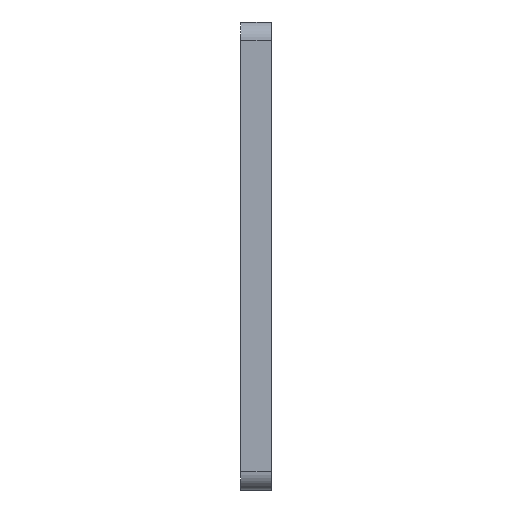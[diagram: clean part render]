
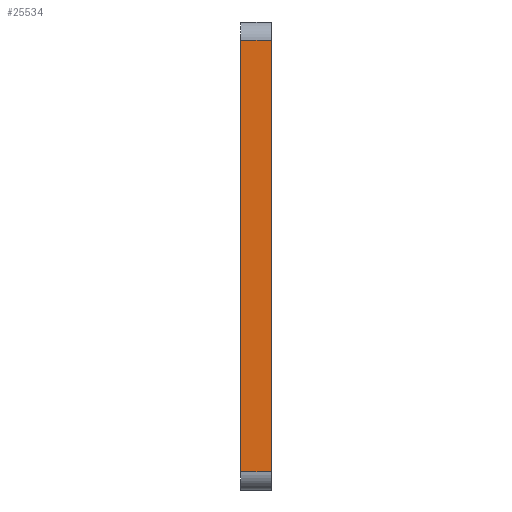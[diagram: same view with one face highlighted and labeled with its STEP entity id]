
A CAD part, left-side view. The second image highlights one B-rep face of the part: STEP entity #25534.
In plain terms, the highlighted planar face has unit normal (-1, 0, 0).
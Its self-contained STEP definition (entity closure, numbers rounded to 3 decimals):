
#707=FACE_OUTER_BOUND('',#2119,.T.);
#2119=EDGE_LOOP('',(#19002,#19003,#19004,#19005));
#4543=LINE('',#37031,#7389);
#5237=LINE('',#39375,#8083);
#5779=LINE('',#41221,#8625);
#5780=LINE('',#41222,#8626);
#7389=VECTOR('',#29308,10.);
#8083=VECTOR('',#31000,10.);
#8625=VECTOR('',#32326,10.);
#8626=VECTOR('',#32327,10.);
#10239=VERTEX_POINT('',#37028);
#10240=VERTEX_POINT('',#37030);
#11390=VERTEX_POINT('',#39372);
#11391=VERTEX_POINT('',#39374);
#12870=EDGE_CURVE('',#10239,#10240,#4543,.T.);
#14043=EDGE_CURVE('',#11391,#11390,#5237,.T.);
#14967=EDGE_CURVE('',#11390,#10240,#5779,.T.);
#14968=EDGE_CURVE('',#11391,#10239,#5780,.T.);
#19002=ORIENTED_EDGE('',*,*,#14967,.T.);
#19003=ORIENTED_EDGE('',*,*,#12870,.F.);
#19004=ORIENTED_EDGE('',*,*,#14968,.F.);
#19005=ORIENTED_EDGE('',*,*,#14043,.T.);
#24758=PLANE('',#27734);
#25534=ADVANCED_FACE('',(#707),#24758,.T.);
#27734=AXIS2_PLACEMENT_3D('',#41220,#32324,#32325);
#29308=DIRECTION('',(0.,0.,-1.));
#31000=DIRECTION('',(0.,0.,-1.));
#32324=DIRECTION('center_axis',(-1.,0.,0.));
#32325=DIRECTION('ref_axis',(0.,0.,-1.));
#32326=DIRECTION('',(0.,-1.,0.));
#32327=DIRECTION('',(0.,-1.,0.));
#37028=CARTESIAN_POINT('',(0.5,-5.,73.7));
#37030=CARTESIAN_POINT('',(0.5,-5.,3.5));
#37031=CARTESIAN_POINT('',(0.5,-5.,73.7));
#39372=CARTESIAN_POINT('',(0.5,0.,3.5));
#39374=CARTESIAN_POINT('',(0.5,0.,73.7));
#39375=CARTESIAN_POINT('',(0.5,0.,75.885));
#41220=CARTESIAN_POINT('Origin',(0.5,0.,75.885));
#41221=CARTESIAN_POINT('',(0.5,-1.5,3.5));
#41222=CARTESIAN_POINT('',(0.5,-1.5,73.7));
